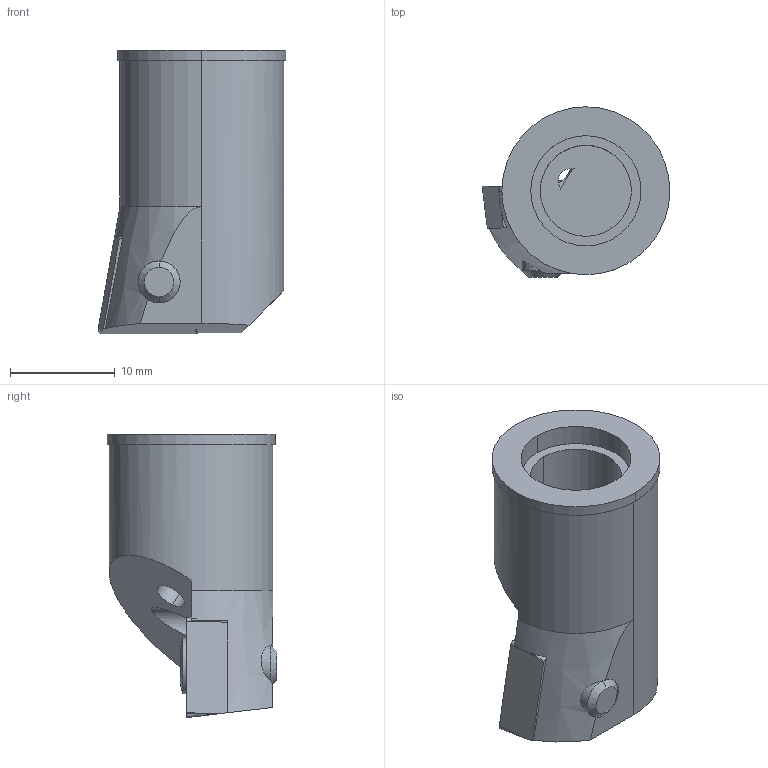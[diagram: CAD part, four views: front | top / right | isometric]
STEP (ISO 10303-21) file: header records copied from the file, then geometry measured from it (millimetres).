
FILE_DESCRIPTION(('no description'),'unknown implementation level');
FILE_NAME('3A5DFDCB-BF28-4A70-A867-7E770F73C47D_export.stp',' ',('CIMSOURCE GmbH'),('CADClick - KiM GmbH - www.kimweb.de'),'unknown preprocess','ACIS','unknown authorization');
FILE_SCHEMA(('automotive_design'));
Length unit declared in the file: millimetre
Products named in the file (3): 615.424|694.141 ETL M4x9.2 T15 IP 10S;Kreismuster1; 615.424|0640.008;Kombinieren1; 615.424|615.424 Wendeplattenhalter E20 CC09;NONE
Bounding box: 17.88 x 16.19 x 27 mm (x, y, z)
Volume: 3327.1 mm3; surface area: 2524.2 mm2
Topology: 3 solids, 3 shells, 106 faces, 269 edges, 165 vertices
Faces by surface type: cylinder 46, plane 33, cone 19, torus 8
Entity records: 6316 total; most frequent: CARTESIAN_POINT 643, DIRECTION 604, STYLED_ITEM 537, PRESENTATION_STYLE_ASSIGNMENT 537, COLOUR_RGB 537, ORIENTED_EDGE 526, EDGE_CURVE 263, CURVE_STYLE 263
